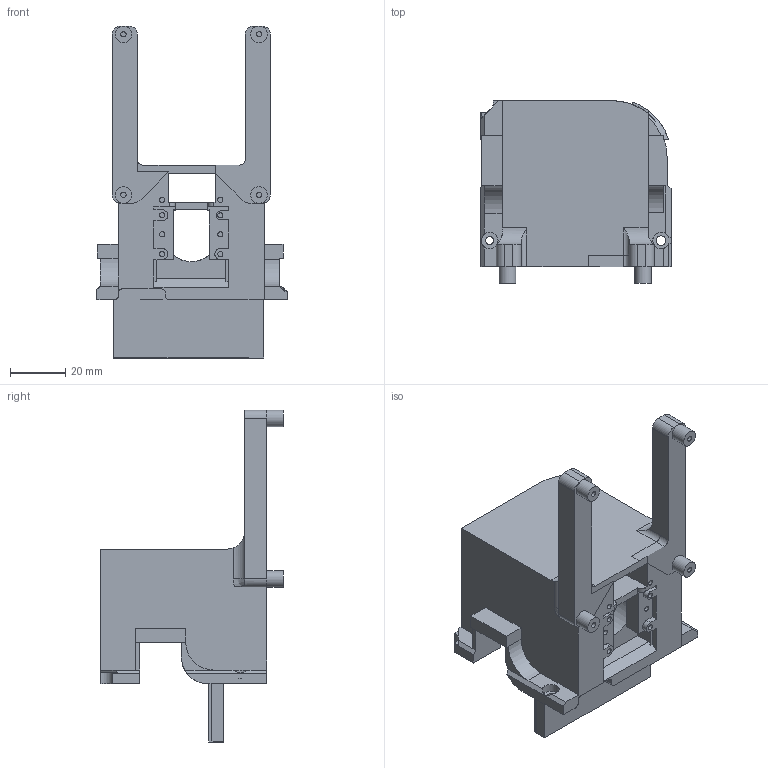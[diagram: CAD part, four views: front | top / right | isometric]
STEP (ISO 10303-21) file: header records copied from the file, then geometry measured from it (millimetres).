
FILE_DESCRIPTION(/* description */ (''),/* implementation_level */ '2;1');
FILE_NAME(/* name */ 'camera_rpi_holder.step',/* time_stamp */ '2023-12-29T20:57:43+01:00',/* author */ (''),/* organization */ (''),/* preprocessor_version */ 'ST-DEVELOPER v20',/* originating_system */ 'Autodesk Translation Framework v12.14.0.127',/* authorisation */ '');
FILE_SCHEMA (('AUTOMOTIVE_DESIGN { 1 0 10303 214 3 1 1 }'));
Length unit declared in the file: millimetre
Products named in the file (1): Autofocus System
Bounding box: 68.75 x 65.99 x 119.92 mm (x, y, z)
Volume: 71022.9 mm3; surface area: 32157.2 mm2
Topology: 1 solids, 1 shells, 342 faces, 941 edges, 620 vertices
Faces by surface type: plane 202, bspline 75, cylinder 63, cone 2
Full cylindrical faces by diameter (mm): 1.9 x17, 2.9 x1, 3.5 x1, 6 x5, 20.5 x1
Entity records: 12012 total; most frequent: CARTESIAN_POINT 3649, ORIENTED_EDGE 1880, DIRECTION 1477, EDGE_CURVE 940, VERTEX_POINT 620, LINE 609, VECTOR 609, AXIS2_PLACEMENT_3D 434
